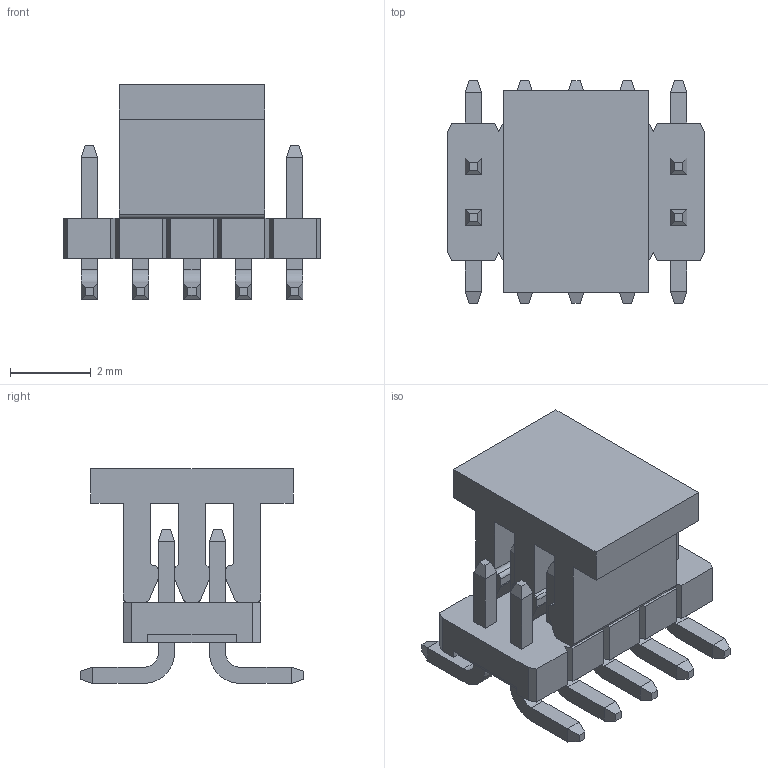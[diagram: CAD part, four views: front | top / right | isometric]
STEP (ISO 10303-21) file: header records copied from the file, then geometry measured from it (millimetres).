
FILE_DESCRIPTION(/* description */ ('Unknown'),/* implementation_level */ '2;1');
FILE_NAME(/* name */ '623310235521',/* time_stamp */ '2017-03-29T14:14:37+02:00',/* author */ ('Unknown'),/* organization */ ('Unknown'),/* preprocessor_version */ 'ST-DEVELOPER v16.7',/* originating_system */ 'DEX',/* authorisation */ $);
FILE_SCHEMA (('AUTOMOTIVE_DESIGN {1 0 10303 214 3 1 1}'));
Length unit declared in the file: millimetre
Products named in the file (4): 6233xx235521; 623310235521_Housing; 6233xx235521_PIN; 6233xx235521_Cap1
Assembly tree (12 placements, depth 2):
  6233xx235521
    623310235521_Housing
    6233xx235521_PIN  x10
    6233xx235521_Cap1
Bounding box: 6.35 x 5.5 x 5.31 mm (x, y, z)
Volume: 61.3 mm3; surface area: 281 mm2
Topology: 12 solids, 12 shells, 326 faces, 814 edges, 516 vertices
Faces by surface type: plane 290, cylinder 36
Entity records: 5365 total; most frequent: CARTESIAN_POINT 931, ORIENTED_EDGE 908, DIRECTION 844, EDGE_CURVE 454, LINE 418, VECTOR 418, VERTEX_POINT 300, AXIS2_PLACEMENT_3D 213
